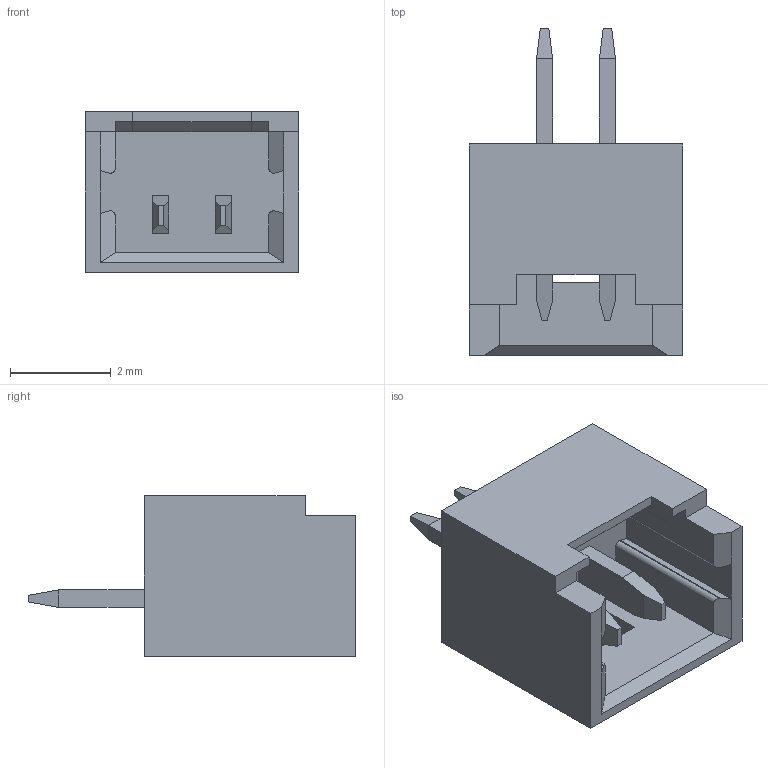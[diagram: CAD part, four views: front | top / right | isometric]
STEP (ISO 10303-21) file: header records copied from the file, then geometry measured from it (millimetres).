
FILE_DESCRIPTION(('STEP AP242'),'1');
FILE_NAME('0530470210.stp','2024-12-18T07:04:54',('TraceParts'),('TraceParts S.A.'),'Spatial InterOp 3D',' ',' ');
FILE_SCHEMA(('AP242_MANAGED_MODEL_BASED_3D_ENGINEERING_MIM_LF {1 0 10303 442 1 1 4}'));
Length unit declared in the file: millimetre
Products named in the file (1): 0530470210
Bounding box: 4.25 x 6.5 x 3.2 mm (x, y, z)
Volume: 32.5 mm3; surface area: 128.5 mm2
Topology: 1 solids, 1 shells, 82 faces, 214 edges, 138 vertices
Faces by surface type: plane 74, cylinder 8
Entity records: 2491 total; most frequent: CARTESIAN_POINT 435, ORIENTED_EDGE 428, DIRECTION 396, EDGE_CURVE 214, LINE 198, VECTOR 198, VERTEX_POINT 138, AXIS2_PLACEMENT_3D 99
